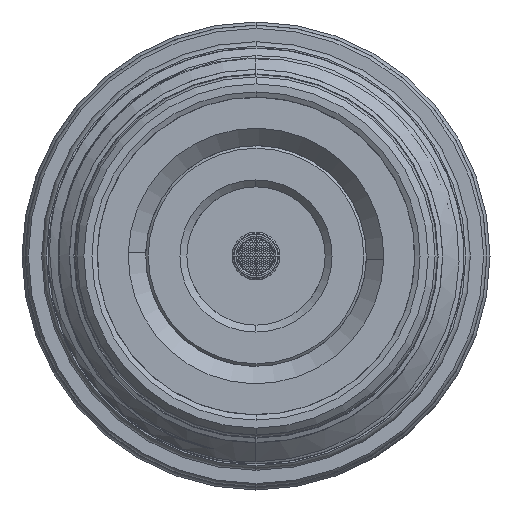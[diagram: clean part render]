
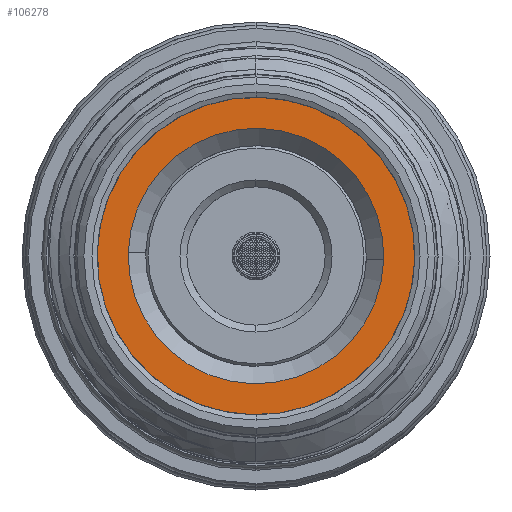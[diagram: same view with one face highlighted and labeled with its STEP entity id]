
A CAD part, left-side view. The second image highlights one B-rep face of the part: STEP entity #106278.
In plain terms, the highlighted planar face has unit normal (-1, 0, 0).
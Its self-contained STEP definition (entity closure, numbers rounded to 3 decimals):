
#1522 = CIRCLE ( 'NONE', #46286, 14.7 ) ;
#6706 = DIRECTION ( 'NONE',  ( -1., 0., 0. ) ) ;
#6764 = FACE_BOUND ( 'NONE', #25504, .T. ) ;
#13566 = EDGE_CURVE ( 'NONE', #38057, #81467, #19107, .T. ) ;
#17602 = CARTESIAN_POINT ( 'NONE',  ( -41.218, 14.694, 0.404 ) ) ;
#17945 = AXIS2_PLACEMENT_3D ( 'NONE', #66078, #48322, #56466 ) ;
#18447 = EDGE_CURVE ( 'NONE', #81467, #38057, #109655, .T. ) ;
#19107 = CIRCLE ( 'NONE', #17945, 18.26 ) ;
#20889 = CARTESIAN_POINT ( 'NONE',  ( -41.218, 0., 0. ) ) ;
#21917 = DIRECTION ( 'NONE',  ( 0., -1., -0.028 ) ) ;
#25504 = EDGE_LOOP ( 'NONE', ( #96312, #37583 ) ) ;
#29372 = DIRECTION ( 'NONE',  ( -1., 0., 0. ) ) ;
#36080 = DIRECTION ( 'NONE',  ( 1., 0., 0. ) ) ;
#37583 = ORIENTED_EDGE ( 'NONE', *, *, #89032, .F. ) ;
#38057 = VERTEX_POINT ( 'NONE', #91628 ) ;
#40765 = PLANE ( 'NONE',  #106387 ) ;
#45816 = VERTEX_POINT ( 'NONE', #17602 ) ;
#46286 = AXIS2_PLACEMENT_3D ( 'NONE', #59497, #6706, #105994 ) ;
#48039 = FACE_OUTER_BOUND ( 'NONE', #55517, .T. ) ;
#48322 = DIRECTION ( 'NONE',  ( 1., 0., 0. ) ) ;
#55517 = EDGE_LOOP ( 'NONE', ( #63543, #62774 ) ) ;
#56466 = DIRECTION ( 'NONE',  ( 0., -1., -0.028 ) ) ;
#57956 = CARTESIAN_POINT ( 'NONE',  ( -41.218, -14.694, -0.404 ) ) ;
#59497 = CARTESIAN_POINT ( 'NONE',  ( -41.218, 0., 0. ) ) ;
#61174 = CIRCLE ( 'NONE', #113977, 14.7 ) ;
#62774 = ORIENTED_EDGE ( 'NONE', *, *, #18447, .F. ) ;
#63040 = DIRECTION ( 'NONE',  ( 0., -1., -0.028 ) ) ;
#63543 = ORIENTED_EDGE ( 'NONE', *, *, #13566, .F. ) ;
#66078 = CARTESIAN_POINT ( 'NONE',  ( -41.218, 0., 0. ) ) ;
#70678 = AXIS2_PLACEMENT_3D ( 'NONE', #98088, #36080, #63040 ) ;
#74717 = CARTESIAN_POINT ( 'NONE',  ( -41.218, 0., 0. ) ) ;
#77216 = EDGE_CURVE ( 'NONE', #45816, #112896, #1522, .T. ) ;
#81467 = VERTEX_POINT ( 'NONE', #102302 ) ;
#82878 = DIRECTION ( 'NONE',  ( 0., 1., 0.028 ) ) ;
#89032 = EDGE_CURVE ( 'NONE', #112896, #45816, #61174, .T. ) ;
#91628 = CARTESIAN_POINT ( 'NONE',  ( -41.218, -18.253, -0.502 ) ) ;
#96312 = ORIENTED_EDGE ( 'NONE', *, *, #77216, .F. ) ;
#98088 = CARTESIAN_POINT ( 'NONE',  ( -41.218, 0., 0. ) ) ;
#101644 = DIRECTION ( 'NONE',  ( 1., 0., 0. ) ) ;
#102302 = CARTESIAN_POINT ( 'NONE',  ( -41.218, 18.253, 0.502 ) ) ;
#105994 = DIRECTION ( 'NONE',  ( 0., 1., 0.028 ) ) ;
#106278 = ADVANCED_FACE ( 'NONE', ( #48039, #6764 ), #40765, .F. ) ;
#106387 = AXIS2_PLACEMENT_3D ( 'NONE', #74717, #101644, #21917 ) ;
#109655 = CIRCLE ( 'NONE', #70678, 18.26 ) ;
#112896 = VERTEX_POINT ( 'NONE', #57956 ) ;
#113977 = AXIS2_PLACEMENT_3D ( 'NONE', #20889, #29372, #82878 ) ;
